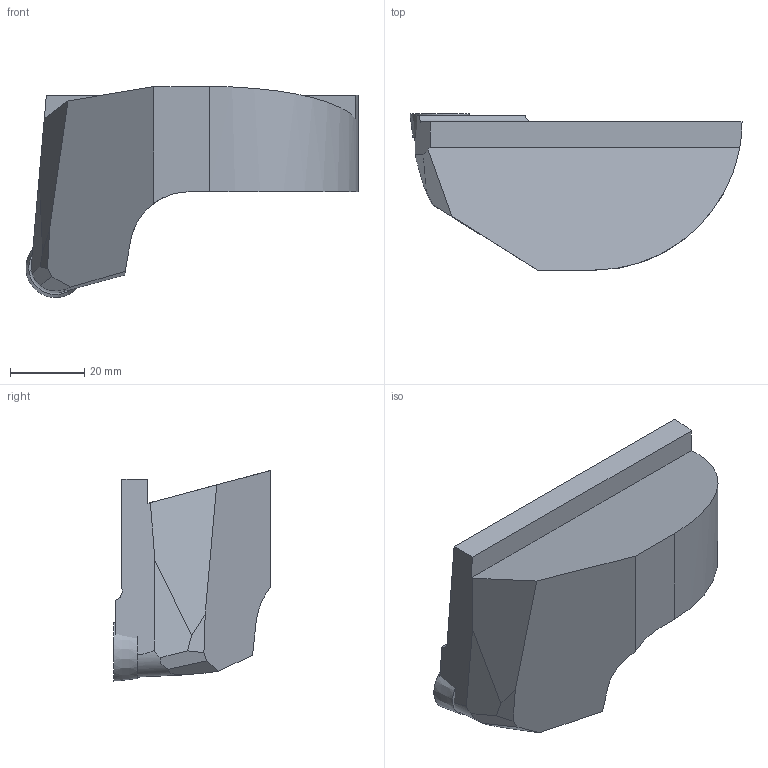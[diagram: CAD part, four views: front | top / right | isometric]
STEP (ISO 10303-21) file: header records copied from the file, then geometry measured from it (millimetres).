
FILE_DESCRIPTION(/* description */ ('3-D model version:1'),/* implementation_level */ '2;1');
FILE_NAME(/* name */ '391.68S-7-12548RC16',/* time_stamp */ '2015-09-17T14:03:14+02:00',/* author */ ('InteractiveCad'),/* organization */ ('AB Sandvik Coromant'),/* preprocessor_version */ 'ST-DEVELOPER v15',/* originating_system */ 'SIEMENS PLM Software NX 8.5',/* authorisation */ '');
FILE_SCHEMA (('AP203_CONFIGURATION_CONTROLLED_3D_DESIGN_OF_MECHANICAL_PARTS_AND_ASSEMBLIES_MIM_LF { 1 0 10303 403 2 1 2}'));
Length unit declared in the file: millimetre
Products named in the file (1): 391_68S_7_12548RC16_SIM
Bounding box: 89.42 x 42.2 x 56.81 mm (x, y, z)
Volume: 86292.9 mm3; surface area: 15048.1 mm2
Topology: 2 solids, 2 shells, 30 faces, 75 edges, 49 vertices
Faces by surface type: plane 21, cylinder 5, cone 2, torus 2
Full cylindrical faces by diameter (mm): 5.5 x1
Entity records: 978 total; most frequent: CARTESIAN_POINT 155, DIRECTION 152, ORIENTED_EDGE 140, EDGE_CURVE 70, AXIS2_PLACEMENT_3D 52, VERTEX_POINT 49, LINE 48, VECTOR 48
